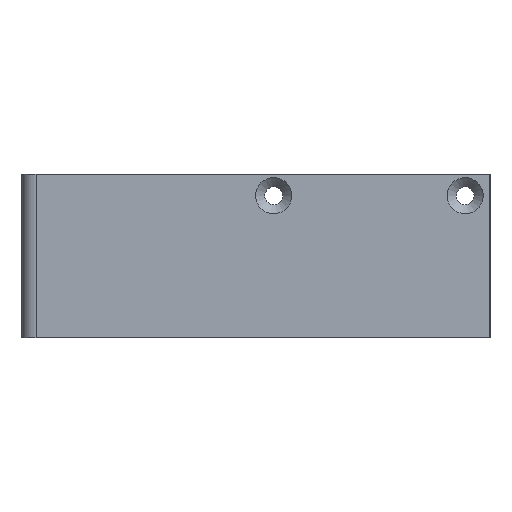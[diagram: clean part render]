
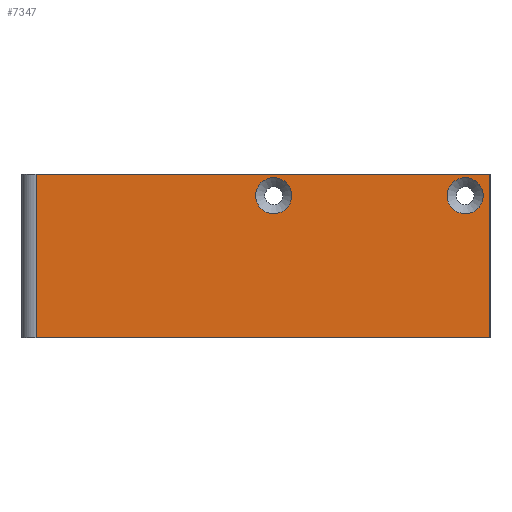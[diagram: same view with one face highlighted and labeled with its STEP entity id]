
A CAD part, left-side view. The second image highlights one B-rep face of the part: STEP entity #7347.
In plain terms, the highlighted planar face has unit normal (-1, 0, 0).
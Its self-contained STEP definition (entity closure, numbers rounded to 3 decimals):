
#6960 = VERTEX_POINT('',#6961);
#6961 = CARTESIAN_POINT('',(-41.,15.5,0.));
#6968 = EDGE_CURVE('',#6969,#6960,#6971,.T.);
#6969 = VERTEX_POINT('',#6970);
#6970 = CARTESIAN_POINT('',(-41.,-48.5,0.));
#6971 = LINE('',#6972,#6973);
#6972 = CARTESIAN_POINT('',(-41.,-48.5,0.));
#6973 = VECTOR('',#6974,1.);
#6974 = DIRECTION('',(0.,1.,0.));
#7042 = VERTEX_POINT('',#7043);
#7043 = CARTESIAN_POINT('',(-41.,15.5,23.));
#7050 = EDGE_CURVE('',#6960,#7042,#7051,.T.);
#7051 = LINE('',#7052,#7053);
#7052 = CARTESIAN_POINT('',(-41.,15.5,0.));
#7053 = VECTOR('',#7054,1.);
#7054 = DIRECTION('',(0.,0.,1.));
#7092 = EDGE_CURVE('',#7093,#7042,#7095,.T.);
#7093 = VERTEX_POINT('',#7094);
#7094 = CARTESIAN_POINT('',(-41.,-48.5,23.));
#7095 = LINE('',#7096,#7097);
#7096 = CARTESIAN_POINT('',(-41.,-48.5,23.));
#7097 = VECTOR('',#7098,1.);
#7098 = DIRECTION('',(0.,1.,0.));
#7347 = ADVANCED_FACE('',(#7348,#7359,#7370),#7381,.T.);
#7348 = FACE_BOUND('',#7349,.T.);
#7349 = EDGE_LOOP('',(#7350));
#7350 = ORIENTED_EDGE('',*,*,#7351,.F.);
#7351 = EDGE_CURVE('',#7352,#7352,#7354,.T.);
#7352 = VERTEX_POINT('',#7353);
#7353 = CARTESIAN_POINT('',(-41.,-47.55,20.));
#7354 = CIRCLE('',#7355,2.55);
#7355 = AXIS2_PLACEMENT_3D('',#7356,#7357,#7358);
#7356 = CARTESIAN_POINT('',(-41.,-45.,20.));
#7357 = DIRECTION('',(-1.,0.,0.));
#7358 = DIRECTION('',(0.,-1.,0.));
#7359 = FACE_BOUND('',#7360,.T.);
#7360 = EDGE_LOOP('',(#7361,#7367,#7368,#7369));
#7361 = ORIENTED_EDGE('',*,*,#7362,.T.);
#7362 = EDGE_CURVE('',#6969,#7093,#7363,.T.);
#7363 = LINE('',#7364,#7365);
#7364 = CARTESIAN_POINT('',(-41.,-48.5,0.));
#7365 = VECTOR('',#7366,1.);
#7366 = DIRECTION('',(0.,0.,1.));
#7367 = ORIENTED_EDGE('',*,*,#7092,.T.);
#7368 = ORIENTED_EDGE('',*,*,#7050,.F.);
#7369 = ORIENTED_EDGE('',*,*,#6968,.F.);
#7370 = FACE_BOUND('',#7371,.T.);
#7371 = EDGE_LOOP('',(#7372));
#7372 = ORIENTED_EDGE('',*,*,#7373,.F.);
#7373 = EDGE_CURVE('',#7374,#7374,#7376,.T.);
#7374 = VERTEX_POINT('',#7375);
#7375 = CARTESIAN_POINT('',(-41.,-20.55,20.));
#7376 = CIRCLE('',#7377,2.55);
#7377 = AXIS2_PLACEMENT_3D('',#7378,#7379,#7380);
#7378 = CARTESIAN_POINT('',(-41.,-18.,20.));
#7379 = DIRECTION('',(-1.,0.,0.));
#7380 = DIRECTION('',(0.,-1.,0.));
#7381 = PLANE('',#7382);
#7382 = AXIS2_PLACEMENT_3D('',#7383,#7384,#7385);
#7383 = CARTESIAN_POINT('',(-41.,-48.5,0.));
#7384 = DIRECTION('',(-1.,0.,0.));
#7385 = DIRECTION('',(0.,1.,0.));
